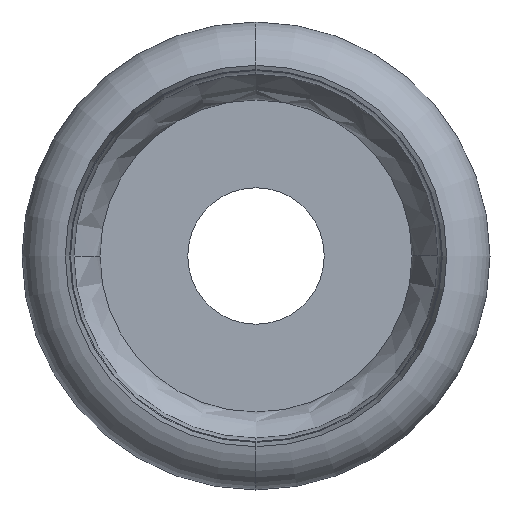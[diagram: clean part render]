
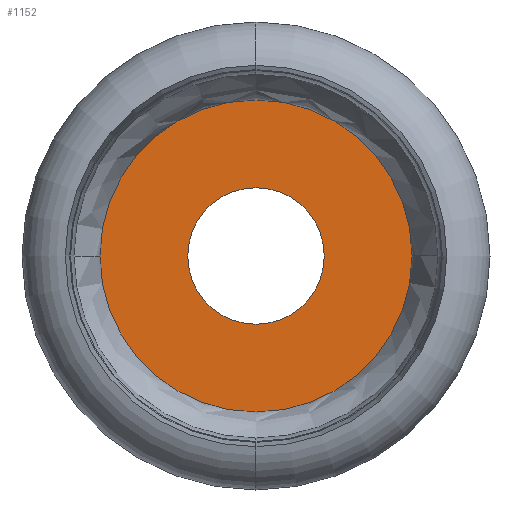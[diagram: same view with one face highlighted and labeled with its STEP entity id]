
A CAD part, left-side view. The second image highlights one B-rep face of the part: STEP entity #1152.
In plain terms, the highlighted planar face has unit normal (-1, 0, 0).
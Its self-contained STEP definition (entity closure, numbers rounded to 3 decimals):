
#95 = DIRECTION ( 'NONE',  ( -1., 0., 0. ) ) ;
#146 = ORIENTED_EDGE ( 'NONE', *, *, #161, .F. ) ;
#152 = CARTESIAN_POINT ( 'NONE',  ( -2., 12., 0. ) ) ;
#161 = EDGE_CURVE ( 'NONE', #817, #1104, #1064, .T. ) ;
#168 = ORIENTED_EDGE ( 'NONE', *, *, #1054, .F. ) ;
#180 = CARTESIAN_POINT ( 'NONE',  ( -2., 0., 0. ) ) ;
#199 = CARTESIAN_POINT ( 'NONE',  ( -2., 0., -12. ) ) ;
#228 = VERTEX_POINT ( 'NONE', #1147 ) ;
#233 = CIRCLE ( 'NONE', #961, 12. ) ;
#278 = DIRECTION ( 'NONE',  ( 0., 0., 1. ) ) ;
#294 = CARTESIAN_POINT ( 'NONE',  ( -2., 0., 5.25 ) ) ;
#304 = ORIENTED_EDGE ( 'NONE', *, *, #325, .F. ) ;
#325 = EDGE_CURVE ( 'NONE', #1104, #817, #569, .T. ) ;
#357 = DIRECTION ( 'NONE',  ( 0., 0., 1. ) ) ;
#384 = DIRECTION ( 'NONE',  ( 0., 0., 1. ) ) ;
#385 = PLANE ( 'NONE',  #424 ) ;
#424 = AXIS2_PLACEMENT_3D ( 'NONE', #152, #716, #357 ) ;
#435 = AXIS2_PLACEMENT_3D ( 'NONE', #1181, #1172, #278 ) ;
#446 = FACE_BOUND ( 'NONE', #1160, .T. ) ;
#460 = AXIS2_PLACEMENT_3D ( 'NONE', #1103, #467, #1179 ) ;
#467 = DIRECTION ( 'NONE',  ( 1., 0., 0. ) ) ;
#475 = FACE_OUTER_BOUND ( 'NONE', #769, .T. ) ;
#549 = DIRECTION ( 'NONE',  ( 0., 0., -1. ) ) ;
#560 = DIRECTION ( 'NONE',  ( 1., 0., 0. ) ) ;
#566 = AXIS2_PLACEMENT_3D ( 'NONE', #920, #95, #384 ) ;
#569 = CIRCLE ( 'NONE', #435, 5.25 ) ;
#671 = VERTEX_POINT ( 'NONE', #199 ) ;
#716 = DIRECTION ( 'NONE',  ( -1., 0., 0. ) ) ;
#769 = EDGE_LOOP ( 'NONE', ( #1114, #168 ) ) ;
#771 = CARTESIAN_POINT ( 'NONE',  ( -2., 0., -5.25 ) ) ;
#817 = VERTEX_POINT ( 'NONE', #771 ) ;
#914 = CIRCLE ( 'NONE', #460, 12. ) ;
#920 = CARTESIAN_POINT ( 'NONE',  ( -2., 0., 0. ) ) ;
#961 = AXIS2_PLACEMENT_3D ( 'NONE', #180, #560, #549 ) ;
#1023 = EDGE_CURVE ( 'NONE', #671, #228, #233, .T. ) ;
#1054 = EDGE_CURVE ( 'NONE', #228, #671, #914, .T. ) ;
#1064 = CIRCLE ( 'NONE', #566, 5.25 ) ;
#1103 = CARTESIAN_POINT ( 'NONE',  ( -2., 0., 0. ) ) ;
#1104 = VERTEX_POINT ( 'NONE', #294 ) ;
#1114 = ORIENTED_EDGE ( 'NONE', *, *, #1023, .F. ) ;
#1147 = CARTESIAN_POINT ( 'NONE',  ( -2., 0., 12. ) ) ;
#1152 = ADVANCED_FACE ( 'NONE', ( #446, #475 ), #385, .T. ) ;
#1160 = EDGE_LOOP ( 'NONE', ( #146, #304 ) ) ;
#1172 = DIRECTION ( 'NONE',  ( -1., 0., 0. ) ) ;
#1179 = DIRECTION ( 'NONE',  ( 0., 0., -1. ) ) ;
#1181 = CARTESIAN_POINT ( 'NONE',  ( -2., 0., 0. ) ) ;
